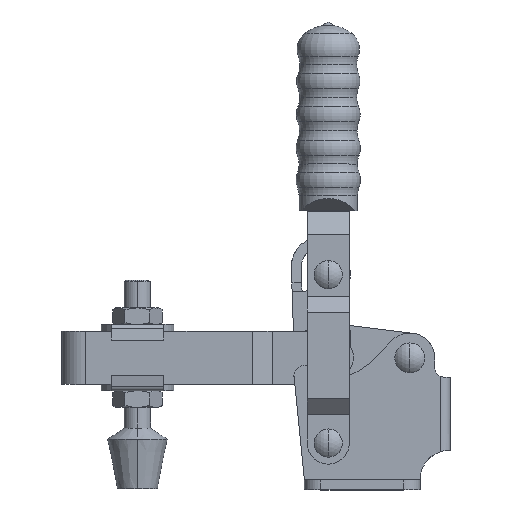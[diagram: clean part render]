
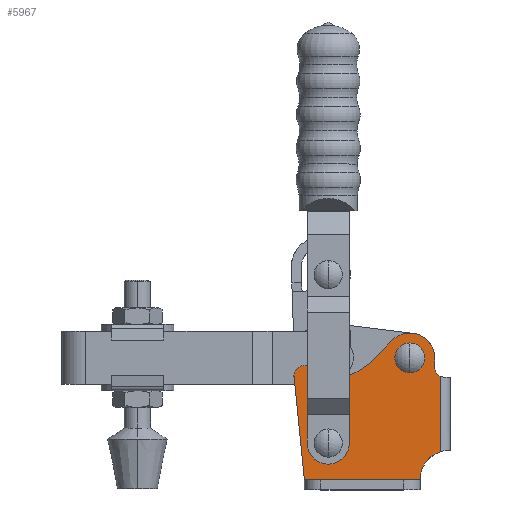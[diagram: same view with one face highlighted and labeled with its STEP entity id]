
A CAD part, top view. The second image highlights one B-rep face of the part: STEP entity #5967.
In plain terms, the highlighted planar face has unit normal (0, 0, 1).
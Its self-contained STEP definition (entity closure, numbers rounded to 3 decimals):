
#42 = VECTOR ( 'NONE', #4862, 1000. ) ;
#49 = EDGE_CURVE ( 'NONE', #12325, #11703, #7171, .T. ) ;
#187 = CARTESIAN_POINT ( 'NONE',  ( -0.1, 3., 6. ) ) ;
#205 = EDGE_CURVE ( 'NONE', #7795, #5476, #5080, .T. ) ;
#220 = AXIS2_PLACEMENT_3D ( 'NONE', #3495, #2339, #5339 ) ;
#360 = CARTESIAN_POINT ( 'NONE',  ( -34.8, 14.1, 6. ) ) ;
#381 = ORIENTED_EDGE ( 'NONE', *, *, #205, .T. ) ;
#428 = VERTEX_POINT ( 'NONE', #12418 ) ;
#710 = AXIS2_PLACEMENT_3D ( 'NONE', #8886, #3160, #9840 ) ;
#722 = PLANE ( 'NONE',  #11396 ) ;
#865 = CARTESIAN_POINT ( 'NONE',  ( -44., 3., 6. ) ) ;
#932 = CARTESIAN_POINT ( 'NONE',  ( -9.1, 3., 6. ) ) ;
#1032 = CIRCLE ( 'NONE', #710, 3. ) ;
#1589 = DIRECTION ( 'NONE',  ( 0., 1., 0. ) ) ;
#1626 = DIRECTION ( 'NONE',  ( 1., 0., 0. ) ) ;
#1657 = CARTESIAN_POINT ( 'NONE',  ( -17.62, 44.984, 6. ) ) ;
#1780 = LINE ( 'NONE', #4821, #9124 ) ;
#1831 = EDGE_CURVE ( 'NONE', #428, #4246, #2769, .T. ) ;
#1922 = AXIS2_PLACEMENT_3D ( 'NONE', #3072, #12195, #8842 ) ;
#1950 = DIRECTION ( 'NONE',  ( 0., 0., 1. ) ) ;
#2150 = VERTEX_POINT ( 'NONE', #360 ) ;
#2239 = DIRECTION ( 'NONE',  ( -0.691, -0.723, 0. ) ) ;
#2317 = CARTESIAN_POINT ( 'NONE',  ( -4.7, 37., 6. ) ) ;
#2339 = DIRECTION ( 'NONE',  ( 0., 0., 1. ) ) ;
#2465 = CARTESIAN_POINT ( 'NONE',  ( -33.564, 33.365, 6. ) ) ;
#2551 = CARTESIAN_POINT ( 'NONE',  ( -4.7, 39.8, 6. ) ) ;
#2659 = DIRECTION ( 'NONE',  ( 0., 0., 1. ) ) ;
#2769 = CIRCLE ( 'NONE', #1922, 4.5 ) ;
#2998 = AXIS2_PLACEMENT_3D ( 'NONE', #12254, #5542, #11294 ) ;
#3010 = CARTESIAN_POINT ( 'NONE',  ( -41.696, 36.239, 6. ) ) ;
#3033 = VECTOR ( 'NONE', #1626, 1000. ) ;
#3038 = AXIS2_PLACEMENT_3D ( 'NONE', #187, #5917, #10695 ) ;
#3059 = CARTESIAN_POINT ( 'NONE',  ( -38.8, 14.1, 6. ) ) ;
#3072 = CARTESIAN_POINT ( 'NONE',  ( -12.2, 39.8, 6. ) ) ;
#3087 = CIRCLE ( 'NONE', #4525, 3. ) ;
#3129 = ORIENTED_EDGE ( 'NONE', *, *, #6974, .T. ) ;
#3160 = DIRECTION ( 'NONE',  ( 0., 0., 1. ) ) ;
#3164 = CARTESIAN_POINT ( 'NONE',  ( -35.585, 40.587, 6. ) ) ;
#3284 = EDGE_LOOP ( 'NONE', ( #3553, #9303, #12234, #381, #8710, #11799, #3129, #10982, #4063, #10962, #10383, #8823 ) ) ;
#3473 = CARTESIAN_POINT ( 'NONE',  ( -12.2, 35.3, 6. ) ) ;
#3484 = DIRECTION ( 'NONE',  ( 0., 0., 1. ) ) ;
#3495 = CARTESIAN_POINT ( 'NONE',  ( -12.2, 39.8, 6. ) ) ;
#3553 = ORIENTED_EDGE ( 'NONE', *, *, #10736, .F. ) ;
#3583 = CIRCLE ( 'NONE', #6095, 7.5 ) ;
#3626 = CIRCLE ( 'NONE', #2998, 25. ) ;
#3656 = LINE ( 'NONE', #11181, #3033 ) ;
#3657 = EDGE_CURVE ( 'NONE', #6260, #5413, #3626, .T. ) ;
#3692 = CARTESIAN_POINT ( 'NONE',  ( -36.8, 14.1, 6. ) ) ;
#3807 = VERTEX_POINT ( 'NONE', #865 ) ;
#3939 = CIRCLE ( 'NONE', #7671, 4.5 ) ;
#3964 = CARTESIAN_POINT ( 'NONE',  ( -3., 47.3, 6. ) ) ;
#4063 = ORIENTED_EDGE ( 'NONE', *, *, #12036, .T. ) ;
#4072 = DIRECTION ( 'NONE',  ( 0., 0., 1. ) ) ;
#4140 = DIRECTION ( 'NONE',  ( 1., 0., 0. ) ) ;
#4246 = VERTEX_POINT ( 'NONE', #3473 ) ;
#4298 = CARTESIAN_POINT ( 'NONE',  ( -1.7, 37., 6. ) ) ;
#4468 = EDGE_CURVE ( 'NONE', #12305, #3807, #1780, .T. ) ;
#4525 = AXIS2_PLACEMENT_3D ( 'NONE', #7681, #1950, #8654 ) ;
#4631 = DIRECTION ( 'NONE',  ( 1., 0., 0. ) ) ;
#4672 = CARTESIAN_POINT ( 'NONE',  ( -47.14, 34.5, 6. ) ) ;
#4821 = CARTESIAN_POINT ( 'NONE',  ( -44., 3., 6. ) ) ;
#4862 = DIRECTION ( 'NONE',  ( 0., -1., 0. ) ) ;
#4957 = AXIS2_PLACEMENT_3D ( 'NONE', #4298, #10970, #5232 ) ;
#5080 = CIRCLE ( 'NONE', #220, 7.5 ) ;
#5142 = LINE ( 'NONE', #3964, #42 ) ;
#5168 = ORIENTED_EDGE ( 'NONE', *, *, #9990, .F. ) ;
#5210 = VERTEX_POINT ( 'NONE', #3010 ) ;
#5232 = DIRECTION ( 'NONE',  ( 1., 0., 0. ) ) ;
#5339 = DIRECTION ( 'NONE',  ( 1., 0., 0. ) ) ;
#5413 = VERTEX_POINT ( 'NONE', #2465 ) ;
#5476 = VERTEX_POINT ( 'NONE', #1657 ) ;
#5483 = LINE ( 'NONE', #2551, #9983 ) ;
#5495 = CARTESIAN_POINT ( 'NONE',  ( -3., 11.52, 6. ) ) ;
#5542 = DIRECTION ( 'NONE',  ( 0., 0., -1. ) ) ;
#5799 = CIRCLE ( 'NONE', #7851, 2. ) ;
#5917 = DIRECTION ( 'NONE',  ( 0., 0., -1. ) ) ;
#5967 = ADVANCED_FACE ( 'NONE', ( #8846, #9147, #6287 ), #722, .T. ) ;
#6021 = CIRCLE ( 'NONE', #4957, 3. ) ;
#6083 = VERTEX_POINT ( 'NONE', #7570 ) ;
#6095 = AXIS2_PLACEMENT_3D ( 'NONE', #3164, #9843, #4140 ) ;
#6141 = VECTOR ( 'NONE', #2239, 1000. ) ;
#6260 = VERTEX_POINT ( 'NONE', #11732 ) ;
#6287 = FACE_BOUND ( 'NONE', #9209, .T. ) ;
#6520 = EDGE_CURVE ( 'NONE', #2150, #11216, #5799, .T. ) ;
#6974 = EDGE_CURVE ( 'NONE', #5413, #5210, #3583, .T. ) ;
#7071 = VERTEX_POINT ( 'NONE', #2317 ) ;
#7158 = ORIENTED_EDGE ( 'NONE', *, *, #1831, .F. ) ;
#7171 = CIRCLE ( 'NONE', #3038, 9. ) ;
#7570 = CARTESIAN_POINT ( 'NONE',  ( -3., 34.296, 6. ) ) ;
#7634 = EDGE_LOOP ( 'NONE', ( #7158, #8894 ) ) ;
#7671 = AXIS2_PLACEMENT_3D ( 'NONE', #9781, #4072, #10744 ) ;
#7681 = CARTESIAN_POINT ( 'NONE',  ( -44.14, 34.5, 6. ) ) ;
#7792 = EDGE_CURVE ( 'NONE', #5210, #11824, #3087, .T. ) ;
#7795 = VERTEX_POINT ( 'NONE', #12421 ) ;
#7851 = AXIS2_PLACEMENT_3D ( 'NONE', #9201, #3484, #10152 ) ;
#8654 = DIRECTION ( 'NONE',  ( 1., 0., 0. ) ) ;
#8710 = ORIENTED_EDGE ( 'NONE', *, *, #11496, .T. ) ;
#8823 = ORIENTED_EDGE ( 'NONE', *, *, #49, .T. ) ;
#8842 = DIRECTION ( 'NONE',  ( 1., 0., 0. ) ) ;
#8846 = FACE_BOUND ( 'NONE', #7634, .T. ) ;
#8886 = CARTESIAN_POINT ( 'NONE',  ( -44.14, 34.5, 6. ) ) ;
#8894 = ORIENTED_EDGE ( 'NONE', *, *, #11222, .F. ) ;
#8941 = CARTESIAN_POINT ( 'NONE',  ( -17.62, 44.984, 6. ) ) ;
#8998 = LINE ( 'NONE', #8941, #6141 ) ;
#9124 = VECTOR ( 'NONE', #11517, 1000. ) ;
#9147 = FACE_OUTER_BOUND ( 'NONE', #3284, .T. ) ;
#9201 = CARTESIAN_POINT ( 'NONE',  ( -36.8, 14.1, 6. ) ) ;
#9209 = EDGE_LOOP ( 'NONE', ( #10528, #5168 ) ) ;
#9290 = EDGE_CURVE ( 'NONE', #7071, #7795, #5483, .T. ) ;
#9303 = ORIENTED_EDGE ( 'NONE', *, *, #10901, .T. ) ;
#9352 = DIRECTION ( 'NONE',  ( 1., 0., 0. ) ) ;
#9781 = CARTESIAN_POINT ( 'NONE',  ( -12.2, 39.8, 6. ) ) ;
#9840 = DIRECTION ( 'NONE',  ( 1., 0., 0. ) ) ;
#9843 = DIRECTION ( 'NONE',  ( 0., 0., -1. ) ) ;
#9983 = VECTOR ( 'NONE', #1589, 1000. ) ;
#9990 = EDGE_CURVE ( 'NONE', #11216, #2150, #12214, .T. ) ;
#10152 = DIRECTION ( 'NONE',  ( 1., 0., 0. ) ) ;
#10361 = DIRECTION ( 'NONE',  ( 0., 0., 1. ) ) ;
#10383 = ORIENTED_EDGE ( 'NONE', *, *, #11040, .T. ) ;
#10427 = CARTESIAN_POINT ( 'NONE',  ( -47.125, 34.201, 6. ) ) ;
#10528 = ORIENTED_EDGE ( 'NONE', *, *, #6520, .F. ) ;
#10695 = DIRECTION ( 'NONE',  ( 1., 0., 0. ) ) ;
#10736 = EDGE_CURVE ( 'NONE', #6083, #11703, #5142, .T. ) ;
#10744 = DIRECTION ( 'NONE',  ( 1., 0., 0. ) ) ;
#10901 = EDGE_CURVE ( 'NONE', #6083, #7071, #6021, .T. ) ;
#10962 = ORIENTED_EDGE ( 'NONE', *, *, #4468, .T. ) ;
#10970 = DIRECTION ( 'NONE',  ( 0., 0., -1. ) ) ;
#10982 = ORIENTED_EDGE ( 'NONE', *, *, #7792, .T. ) ;
#11040 = EDGE_CURVE ( 'NONE', #3807, #12325, #3656, .T. ) ;
#11181 = CARTESIAN_POINT ( 'NONE',  ( -44., 3., 6. ) ) ;
#11216 = VERTEX_POINT ( 'NONE', #3059 ) ;
#11222 = EDGE_CURVE ( 'NONE', #4246, #428, #3939, .T. ) ;
#11238 = CARTESIAN_POINT ( 'NONE',  ( -12.2, 39.8, 6. ) ) ;
#11294 = DIRECTION ( 'NONE',  ( 1., 0., 0. ) ) ;
#11396 = AXIS2_PLACEMENT_3D ( 'NONE', #11238, #2659, #9352 ) ;
#11496 = EDGE_CURVE ( 'NONE', #5476, #6260, #8998, .T. ) ;
#11517 = DIRECTION ( 'NONE',  ( 0.1, -0.995, 0. ) ) ;
#11703 = VERTEX_POINT ( 'NONE', #5495 ) ;
#11732 = CARTESIAN_POINT ( 'NONE',  ( -22.232, 40.161, 6. ) ) ;
#11799 = ORIENTED_EDGE ( 'NONE', *, *, #3657, .T. ) ;
#11824 = VERTEX_POINT ( 'NONE', #4672 ) ;
#12036 = EDGE_CURVE ( 'NONE', #11824, #12305, #1032, .T. ) ;
#12175 = AXIS2_PLACEMENT_3D ( 'NONE', #3692, #10361, #4631 ) ;
#12195 = DIRECTION ( 'NONE',  ( 0., 0., 1. ) ) ;
#12214 = CIRCLE ( 'NONE', #12175, 2. ) ;
#12234 = ORIENTED_EDGE ( 'NONE', *, *, #9290, .T. ) ;
#12254 = CARTESIAN_POINT ( 'NONE',  ( -40.3, 57.44, 6. ) ) ;
#12305 = VERTEX_POINT ( 'NONE', #10427 ) ;
#12325 = VERTEX_POINT ( 'NONE', #932 ) ;
#12418 = CARTESIAN_POINT ( 'NONE',  ( -12.2, 44.3, 6. ) ) ;
#12421 = CARTESIAN_POINT ( 'NONE',  ( -4.7, 39.8, 6. ) ) ;
